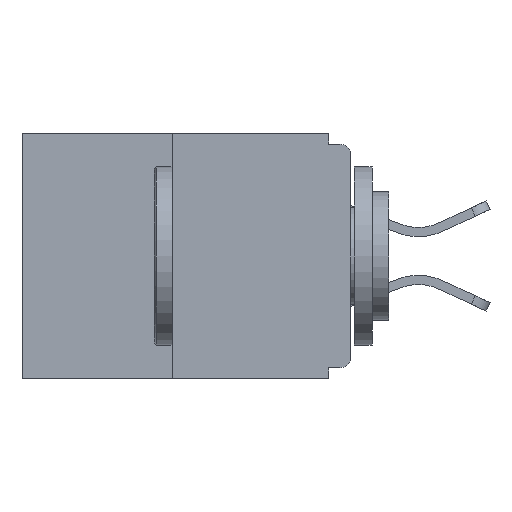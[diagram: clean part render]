
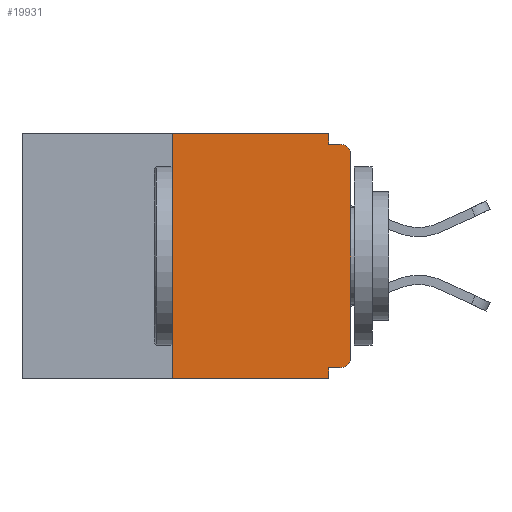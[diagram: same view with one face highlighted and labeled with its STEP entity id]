
A CAD part, left-side view. The second image highlights one B-rep face of the part: STEP entity #19931.
In plain terms, the highlighted planar face has unit normal (-1, 0, 0).
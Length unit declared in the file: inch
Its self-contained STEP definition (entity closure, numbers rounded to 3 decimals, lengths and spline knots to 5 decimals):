
#28 = CARTESIAN_POINT ( 'NONE',  ( 0., 0.015, -0.03 ) ) ;
#401 = EDGE_CURVE ( 'NONE', #16426, #21710, #5321, .T. ) ;
#924 = LINE ( 'NONE', #8140, #17676 ) ;
#1328 = CARTESIAN_POINT ( 'NONE',  ( 0., 0.25, 0. ) ) ;
#1535 = VERTEX_POINT ( 'NONE', #1708 ) ;
#1580 = LINE ( 'NONE', #3906, #27526 ) ;
#1708 = CARTESIAN_POINT ( 'NONE',  ( 0., 0.031, -0.015 ) ) ;
#2244 = DIRECTION ( 'NONE',  ( -1., 0., 0. ) ) ;
#3072 = VECTOR ( 'NONE', #19024, 39.37008 ) ;
#3507 = DIRECTION ( 'NONE',  ( 0., -1., 0. ) ) ;
#3661 = AXIS2_PLACEMENT_3D ( 'NONE', #10081, #26891, #19911 ) ;
#3906 = CARTESIAN_POINT ( 'NONE',  ( 0., 0., -0.015 ) ) ;
#4100 = DIRECTION ( 'NONE',  ( 0., -1., 0. ) ) ;
#4197 = EDGE_CURVE ( 'NONE', #27097, #29192, #18115, .T. ) ;
#4498 = DIRECTION ( 'NONE',  ( 0., 0., -1. ) ) ;
#5040 = ORIENTED_EDGE ( 'NONE', *, *, #27214, .T. ) ;
#5208 = EDGE_CURVE ( 'NONE', #17684, #28565, #6697, .T. ) ;
#5321 = CIRCLE ( 'NONE', #27537, 0.015 ) ;
#5459 = CARTESIAN_POINT ( 'NONE',  ( 0., 0.46, -0.343 ) ) ;
#5691 = CARTESIAN_POINT ( 'NONE',  ( 0., 0.031, 0. ) ) ;
#6389 = EDGE_CURVE ( 'NONE', #27097, #6869, #11971, .T. ) ;
#6697 = LINE ( 'NONE', #5459, #24834 ) ;
#6869 = VERTEX_POINT ( 'NONE', #14611 ) ;
#6886 = DIRECTION ( 'NONE',  ( -1., 0., 0. ) ) ;
#7442 = EDGE_CURVE ( 'NONE', #17684, #22531, #17264, .T. ) ;
#7451 = ORIENTED_EDGE ( 'NONE', *, *, #11071, .F. ) ;
#7485 = EDGE_CURVE ( 'NONE', #8266, #1535, #16528, .T. ) ;
#8140 = CARTESIAN_POINT ( 'NONE',  ( 0., 0., 0. ) ) ;
#8266 = VERTEX_POINT ( 'NONE', #5691 ) ;
#8770 = ORIENTED_EDGE ( 'NONE', *, *, #5208, .T. ) ;
#10081 = CARTESIAN_POINT ( 'NONE',  ( 0., 0.46, 0. ) ) ;
#10522 = VECTOR ( 'NONE', #15708, 39.37008 ) ;
#10841 = DIRECTION ( 'NONE',  ( 0., 0., -1. ) ) ;
#10985 = VECTOR ( 'NONE', #4100, 39.37008 ) ;
#11071 = EDGE_CURVE ( 'NONE', #1535, #21710, #1580, .T. ) ;
#11971 = LINE ( 'NONE', #21405, #3072 ) ;
#12135 = CARTESIAN_POINT ( 'NONE',  ( 0., 0., -0.03 ) ) ;
#12331 = CARTESIAN_POINT ( 'NONE',  ( 0., 0.031, -0.343 ) ) ;
#12849 = CARTESIAN_POINT ( 'NONE',  ( 0., 0., -0.313 ) ) ;
#13519 = VECTOR ( 'NONE', #10841, 39.37008 ) ;
#14611 = CARTESIAN_POINT ( 'NONE',  ( 0., 0.031, -0.328 ) ) ;
#15637 = LINE ( 'NONE', #24751, #13519 ) ;
#15708 = DIRECTION ( 'NONE',  ( 0., 0., -1. ) ) ;
#16241 = CARTESIAN_POINT ( 'NONE',  ( 0., 0.015, -0.015 ) ) ;
#16426 = VERTEX_POINT ( 'NONE', #12135 ) ;
#16528 = LINE ( 'NONE', #22210, #10522 ) ;
#16553 = AXIS2_PLACEMENT_3D ( 'NONE', #20490, #6886, #25667 ) ;
#16617 = LINE ( 'NONE', #28872, #10985 ) ;
#16963 = CARTESIAN_POINT ( 'NONE',  ( 0., 0.25, -0.343 ) ) ;
#17264 = LINE ( 'NONE', #20683, #18665 ) ;
#17676 = VECTOR ( 'NONE', #26330, 39.37008 ) ;
#17684 = VERTEX_POINT ( 'NONE', #16963 ) ;
#18115 = CIRCLE ( 'NONE', #16553, 0.015 ) ;
#18665 = VECTOR ( 'NONE', #25477, 39.37008 ) ;
#18767 = FACE_OUTER_BOUND ( 'NONE', #29202, .T. ) ;
#18781 = EDGE_CURVE ( 'NONE', #6869, #28565, #15637, .T. ) ;
#19024 = DIRECTION ( 'NONE',  ( 0., 1., 0. ) ) ;
#19911 = DIRECTION ( 'NONE',  ( 0., 0., -1. ) ) ;
#19931 = ADVANCED_FACE ( 'NONE', ( #18767 ), #23718, .F. ) ;
#20016 = EDGE_CURVE ( 'NONE', #22531, #8266, #16617, .T. ) ;
#20236 = ORIENTED_EDGE ( 'NONE', *, *, #20016, .F. ) ;
#20357 = ORIENTED_EDGE ( 'NONE', *, *, #18781, .F. ) ;
#20490 = CARTESIAN_POINT ( 'NONE',  ( 0., 0.015, -0.313 ) ) ;
#20683 = CARTESIAN_POINT ( 'NONE',  ( 0., 0.25, 0. ) ) ;
#21379 = DIRECTION ( 'NONE',  ( 0., -1., 0. ) ) ;
#21405 = CARTESIAN_POINT ( 'NONE',  ( 0., 0., -0.328 ) ) ;
#21517 = ORIENTED_EDGE ( 'NONE', *, *, #401, .T. ) ;
#21710 = VERTEX_POINT ( 'NONE', #16241 ) ;
#22181 = ORIENTED_EDGE ( 'NONE', *, *, #7485, .F. ) ;
#22210 = CARTESIAN_POINT ( 'NONE',  ( 0., 0.031, 0. ) ) ;
#22531 = VERTEX_POINT ( 'NONE', #1328 ) ;
#23718 = PLANE ( 'NONE',  #3661 ) ;
#23880 = ORIENTED_EDGE ( 'NONE', *, *, #7442, .F. ) ;
#24643 = ORIENTED_EDGE ( 'NONE', *, *, #6389, .F. ) ;
#24751 = CARTESIAN_POINT ( 'NONE',  ( 0., 0.031, -0.343 ) ) ;
#24834 = VECTOR ( 'NONE', #21379, 39.37008 ) ;
#25477 = DIRECTION ( 'NONE',  ( 0., 0., 1. ) ) ;
#25667 = DIRECTION ( 'NONE',  ( 0., 0., -1. ) ) ;
#25819 = CARTESIAN_POINT ( 'NONE',  ( 0., 0.015, -0.328 ) ) ;
#26330 = DIRECTION ( 'NONE',  ( 0., 0., 1. ) ) ;
#26891 = DIRECTION ( 'NONE',  ( 1., 0., 0. ) ) ;
#27097 = VERTEX_POINT ( 'NONE', #25819 ) ;
#27214 = EDGE_CURVE ( 'NONE', #29192, #16426, #924, .T. ) ;
#27526 = VECTOR ( 'NONE', #3507, 39.37008 ) ;
#27537 = AXIS2_PLACEMENT_3D ( 'NONE', #28, #2244, #4498 ) ;
#28469 = ORIENTED_EDGE ( 'NONE', *, *, #4197, .T. ) ;
#28565 = VERTEX_POINT ( 'NONE', #12331 ) ;
#28872 = CARTESIAN_POINT ( 'NONE',  ( 0., 0.46, 0. ) ) ;
#29192 = VERTEX_POINT ( 'NONE', #12849 ) ;
#29202 = EDGE_LOOP ( 'NONE', ( #20236, #23880, #8770, #20357, #24643, #28469, #5040, #21517, #7451, #22181 ) ) ;
